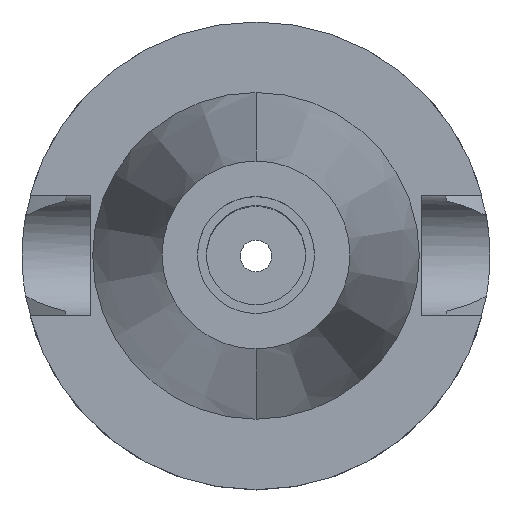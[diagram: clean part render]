
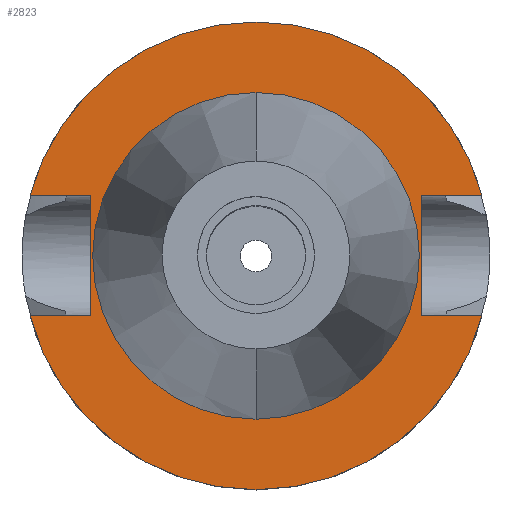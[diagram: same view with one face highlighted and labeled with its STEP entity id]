
A CAD part, top view. The second image highlights one B-rep face of the part: STEP entity #2823.
In plain terms, the highlighted planar face has unit normal (0, 0, 1).
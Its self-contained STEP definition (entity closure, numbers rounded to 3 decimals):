
#1008=DIRECTION('',(1.,0.,0.));
#1009=VECTOR('',#1008,12.921);
#1010=CARTESIAN_POINT('',(35.4,12.85,-1.5));
#1011=LINE('',#1010,#1009);
#1055=DIRECTION('',(0.,1.,0.));
#1056=VECTOR('',#1055,25.7);
#1057=CARTESIAN_POINT('',(-35.4,-12.85,-1.5));
#1058=LINE('',#1057,#1056);
#1062=DIRECTION('',(-1.,0.,0.));
#1063=VECTOR('',#1062,12.921);
#1064=CARTESIAN_POINT('',(-35.4,12.85,-1.5));
#1065=LINE('',#1064,#1063);
#1069=CARTESIAN_POINT('',(0.,0.,-1.5));
#1070=DIRECTION('',(0.,0.,-1.));
#1071=DIRECTION('',(-0.966,0.257,0.));
#1072=AXIS2_PLACEMENT_3D('',#1069,#1070,#1071);
#1077=CARTESIAN_POINT('',(0.,0.,-1.5));
#1078=DIRECTION('',(0.,0.,-1.));
#1079=DIRECTION('',(0.,1.,0.));
#1080=AXIS2_PLACEMENT_3D('',#1077,#1078,#1079);
#1085=DIRECTION('',(0.,-1.,0.));
#1086=VECTOR('',#1085,25.7);
#1087=CARTESIAN_POINT('',(35.4,12.85,-1.5));
#1088=LINE('',#1087,#1086);
#1092=DIRECTION('',(1.,0.,0.));
#1093=VECTOR('',#1092,12.921);
#1094=CARTESIAN_POINT('',(35.4,-12.85,-1.5));
#1095=LINE('',#1094,#1093);
#1099=CARTESIAN_POINT('',(0.,0.,-1.5));
#1100=DIRECTION('',(0.,0.,-1.));
#1101=DIRECTION('',(0.966,-0.257,0.));
#1102=AXIS2_PLACEMENT_3D('',#1099,#1100,#1101);
#1107=CARTESIAN_POINT('',(0.,0.,-1.5));
#1108=DIRECTION('',(0.,0.,-1.));
#1109=DIRECTION('',(0.,-1.,0.));
#1110=AXIS2_PLACEMENT_3D('',#1107,#1108,#1109);
#1115=CARTESIAN_POINT('',(0.,0.,-1.5));
#1116=DIRECTION('',(0.,0.,1.));
#1117=DIRECTION('',(0.,-1.,0.));
#1118=AXIS2_PLACEMENT_3D('',#1115,#1116,#1117);
#1123=CARTESIAN_POINT('',(0.,0.,-1.5));
#1124=DIRECTION('',(0.,0.,1.));
#1125=DIRECTION('',(0.,1.,0.));
#1126=AXIS2_PLACEMENT_3D('',#1123,#1124,#1125);
#1161=DIRECTION('',(-1.,0.,0.));
#1162=VECTOR('',#1161,12.921);
#1163=CARTESIAN_POINT('',(-35.4,-12.85,-1.5));
#1164=LINE('',#1163,#1162);
#1912=CARTESIAN_POINT('',(-35.4,-12.85,-1.5));
#1913=VERTEX_POINT('',#1912);
#1914=CARTESIAN_POINT('',(-48.321,-12.85,-1.5));
#1915=VERTEX_POINT('',#1914);
#1918=CARTESIAN_POINT('',(-35.4,12.85,-1.5));
#1919=VERTEX_POINT('',#1918);
#1920=CARTESIAN_POINT('',(-48.321,12.85,-1.5));
#1921=VERTEX_POINT('',#1920);
#1922=CARTESIAN_POINT('',(0.,50.,-1.5));
#1923=CARTESIAN_POINT('',(48.321,12.85,-1.5));
#1924=VERTEX_POINT('',#1922);
#1925=VERTEX_POINT('',#1923);
#1926=CARTESIAN_POINT('',(35.4,12.85,-1.5));
#1927=VERTEX_POINT('',#1926);
#1928=CARTESIAN_POINT('',(35.4,-12.85,-1.5));
#1929=VERTEX_POINT('',#1928);
#1930=CARTESIAN_POINT('',(48.321,-12.85,-1.5));
#1931=VERTEX_POINT('',#1930);
#1932=CARTESIAN_POINT('',(0.,-50.,-1.5));
#1933=VERTEX_POINT('',#1932);
#1934=CARTESIAN_POINT('',(0.,-34.925,-1.5));
#1935=CARTESIAN_POINT('',(0.,34.925,-1.5));
#1936=VERTEX_POINT('',#1934);
#1937=VERTEX_POINT('',#1935);
#2792=CARTESIAN_POINT('',(0.,0.,-1.5));
#2793=DIRECTION('',(0.,0.,-1.));
#2794=DIRECTION('',(0.,-1.,0.));
#2795=AXIS2_PLACEMENT_3D('',#2792,#2793,#2794);
#2796=PLANE('',#2795);
#2798=ORIENTED_EDGE('',*,*,#2797,.T.);
#2800=ORIENTED_EDGE('',*,*,#2799,.T.);
#2802=ORIENTED_EDGE('',*,*,#2801,.T.);
#2804=ORIENTED_EDGE('',*,*,#2803,.T.);
#2805=ORIENTED_EDGE('',*,*,#2768,.F.);
#2806=ORIENTED_EDGE('',*,*,#2782,.T.);
#2808=ORIENTED_EDGE('',*,*,#2807,.T.);
#2810=ORIENTED_EDGE('',*,*,#2809,.T.);
#2812=ORIENTED_EDGE('',*,*,#2811,.T.);
#2814=ORIENTED_EDGE('',*,*,#2813,.F.);
#2815=EDGE_LOOP('',(#2798,#2800,#2802,#2804,#2805,#2806,#2808,#2810,#2812,
#2814));
#2816=FACE_OUTER_BOUND('',#2815,.F.);
#2818=ORIENTED_EDGE('',*,*,#2817,.T.);
#2820=ORIENTED_EDGE('',*,*,#2819,.T.);
#2821=EDGE_LOOP('',(#2818,#2820));
#2822=FACE_BOUND('',#2821,.F.);
#1073=CIRCLE('',#1072,50.);
#1081=CIRCLE('',#1080,50.);
#1103=CIRCLE('',#1102,50.);
#1111=CIRCLE('',#1110,50.);
#1119=CIRCLE('',#1118,34.925);
#1127=CIRCLE('',#1126,34.925);
#2768=EDGE_CURVE('',#1927,#1925,#1011,.T.);
#2782=EDGE_CURVE('',#1927,#1929,#1088,.T.);
#2797=EDGE_CURVE('',#1913,#1919,#1058,.T.);
#2799=EDGE_CURVE('',#1919,#1921,#1065,.T.);
#2801=EDGE_CURVE('',#1921,#1924,#1073,.T.);
#2803=EDGE_CURVE('',#1924,#1925,#1081,.T.);
#2807=EDGE_CURVE('',#1929,#1931,#1095,.T.);
#2809=EDGE_CURVE('',#1931,#1933,#1103,.T.);
#2811=EDGE_CURVE('',#1933,#1915,#1111,.T.);
#2813=EDGE_CURVE('',#1913,#1915,#1164,.T.);
#2817=EDGE_CURVE('',#1936,#1937,#1119,.T.);
#2819=EDGE_CURVE('',#1937,#1936,#1127,.T.);
#2823=ADVANCED_FACE('',(#2816,#2822),#2796,.F.);
